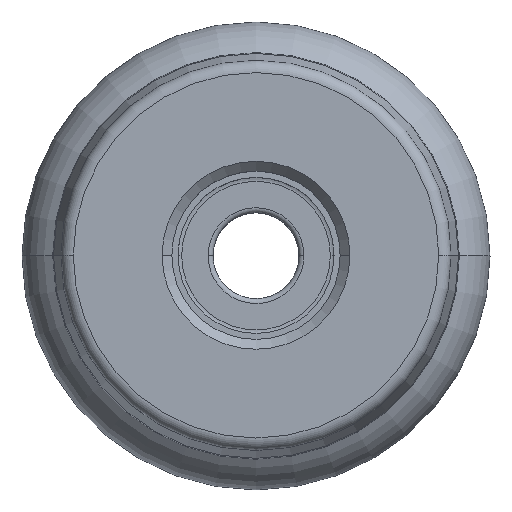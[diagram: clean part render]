
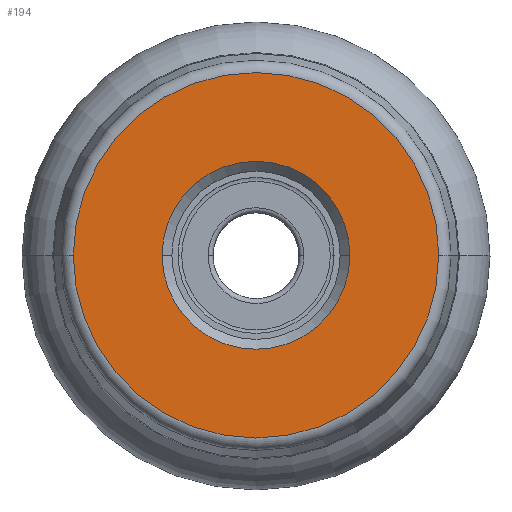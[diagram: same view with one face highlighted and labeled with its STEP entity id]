
A CAD part, top view. The second image highlights one B-rep face of the part: STEP entity #194.
In plain terms, the highlighted planar face has unit normal (0, 0, 1).
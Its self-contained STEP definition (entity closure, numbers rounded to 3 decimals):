
#28=PLANE('',#1532);
#34=FACE_BOUND('',#362,.T.);
#35=FACE_BOUND('',#363,.T.);
#194=ADVANCED_FACE('',(#34,#35),#28,.F.);
#362=EDGE_LOOP('',(#566,#567,#568,#569));
#363=EDGE_LOOP('',(#570,#571,#572,#573));
#566=ORIENTED_EDGE('',*,*,#1048,.F.);
#567=ORIENTED_EDGE('',*,*,#1046,.F.);
#568=ORIENTED_EDGE('',*,*,#1045,.T.);
#569=ORIENTED_EDGE('',*,*,#1049,.T.);
#570=ORIENTED_EDGE('',*,*,#1050,.T.);
#571=ORIENTED_EDGE('',*,*,#1051,.T.);
#572=ORIENTED_EDGE('',*,*,#1052,.T.);
#573=ORIENTED_EDGE('',*,*,#1053,.T.);
#879=VERTEX_POINT('',#2390);
#880=VERTEX_POINT('',#2392);
#881=VERTEX_POINT('',#2394);
#882=VERTEX_POINT('',#2398);
#883=VERTEX_POINT('',#2402);
#884=VERTEX_POINT('',#2403);
#885=VERTEX_POINT('',#2405);
#886=VERTEX_POINT('',#2407);
#1045=EDGE_CURVE('',#880,#879,#1270,.T.);
#1046=EDGE_CURVE('',#880,#881,#1271,.T.);
#1048=EDGE_CURVE('',#881,#882,#1273,.T.);
#1049=EDGE_CURVE('',#879,#882,#1274,.T.);
#1050=EDGE_CURVE('',#883,#884,#1275,.T.);
#1051=EDGE_CURVE('',#884,#885,#1276,.T.);
#1052=EDGE_CURVE('',#885,#886,#1277,.T.);
#1053=EDGE_CURVE('',#886,#883,#1278,.T.);
#1270=CIRCLE('',#1521,14.875);
#1271=CIRCLE('',#1522,14.875);
#1273=CIRCLE('',#1525,14.875);
#1274=CIRCLE('',#1526,14.875);
#1275=CIRCLE('',#1528,7.65);
#1276=CIRCLE('',#1529,7.65);
#1277=CIRCLE('',#1530,7.65);
#1278=CIRCLE('',#1531,7.65);
#1521=AXIS2_PLACEMENT_3D('',#2391,#1892,#1893);
#1522=AXIS2_PLACEMENT_3D('',#2393,#1894,#1895);
#1525=AXIS2_PLACEMENT_3D('',#2397,#1900,#1901);
#1526=AXIS2_PLACEMENT_3D('',#2399,#1902,#1903);
#1528=AXIS2_PLACEMENT_3D('',#2401,#1906,#1907);
#1529=AXIS2_PLACEMENT_3D('',#2404,#1908,#1909);
#1530=AXIS2_PLACEMENT_3D('',#2406,#1910,#1911);
#1531=AXIS2_PLACEMENT_3D('',#2408,#1912,#1913);
#1532=AXIS2_PLACEMENT_3D('',#2409,#1914,#1915);
#1892=DIRECTION('',(0.,0.,1.));
#1893=DIRECTION('',(1.,0.,0.));
#1894=DIRECTION('',(0.,0.,-1.));
#1895=DIRECTION('',(-1.,0.,0.));
#1900=DIRECTION('',(0.,0.,-1.));
#1901=DIRECTION('',(-1.,0.,0.));
#1902=DIRECTION('',(0.,0.,1.));
#1903=DIRECTION('',(1.,0.,0.));
#1906=DIRECTION('',(0.,0.,-1.));
#1907=DIRECTION('',(0.,1.,0.));
#1908=DIRECTION('',(0.,0.,-1.));
#1909=DIRECTION('',(1.,0.,0.));
#1910=DIRECTION('',(0.,0.,-1.));
#1911=DIRECTION('',(0.,-1.,0.));
#1912=DIRECTION('',(0.,0.,-1.));
#1913=DIRECTION('',(-1.,0.,0.));
#1914=DIRECTION('',(0.,0.,-1.));
#1915=DIRECTION('',(1.,0.,0.));
#2390=CARTESIAN_POINT('',(14.875,0.,0.));
#2391=CARTESIAN_POINT('',(0.,0.,0.));
#2392=CARTESIAN_POINT('',(14.875,-0.02,0.));
#2393=CARTESIAN_POINT('',(0.,0.,0.));
#2394=CARTESIAN_POINT('',(-14.875,0.,0.));
#2397=CARTESIAN_POINT('',(0.,0.,0.));
#2398=CARTESIAN_POINT('',(-14.875,0.02,0.));
#2399=CARTESIAN_POINT('',(0.,0.,0.));
#2401=CARTESIAN_POINT('',(0.,0.,0.));
#2402=CARTESIAN_POINT('',(0.,7.65,0.));
#2403=CARTESIAN_POINT('',(7.65,0.,0.));
#2404=CARTESIAN_POINT('',(0.,0.,0.));
#2405=CARTESIAN_POINT('',(0.,-7.65,0.));
#2406=CARTESIAN_POINT('',(0.,0.,0.));
#2407=CARTESIAN_POINT('',(-7.65,0.,0.));
#2408=CARTESIAN_POINT('',(0.,0.,0.));
#2409=CARTESIAN_POINT('',(0.,0.,0.));
